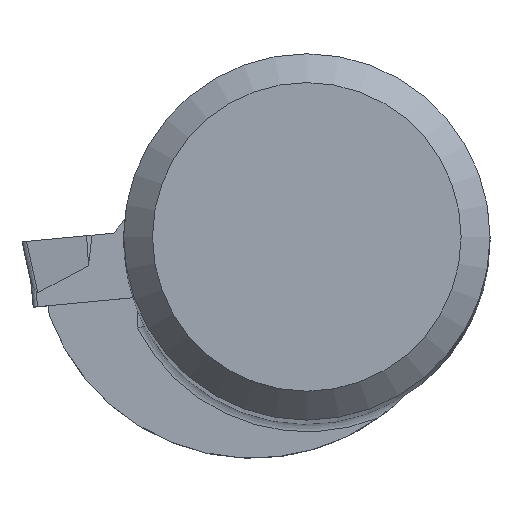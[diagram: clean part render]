
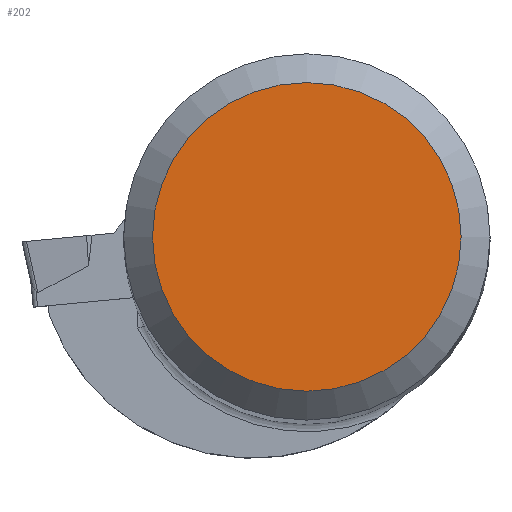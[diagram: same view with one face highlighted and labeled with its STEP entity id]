
A CAD part, top view. The second image highlights one B-rep face of the part: STEP entity #202.
In plain terms, the highlighted planar face has unit normal (0, 0, 1).
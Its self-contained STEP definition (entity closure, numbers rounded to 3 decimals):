
#134=PLANE('',#1997);
#202=ADVANCED_FACE('TB_BL_N10_SU6',(#338),#134,.T.);
#338=FACE_OUTER_BOUND('',#438,.T.);
#438=EDGE_LOOP('',(#1015));
#820=CIRCLE('',#1996,10.7);
#1015=ORIENTED_EDGE('',*,*,#1670,.T.);
#1472=VERTEX_POINT('',#3068);
#1670=EDGE_CURVE('',#1472,#1472,#820,.T.);
#1996=AXIS2_PLACEMENT_3D('',#3067,#2291,#2292);
#1997=AXIS2_PLACEMENT_3D('',#3069,#2293,#2294);
#2291=DIRECTION('',(0.,0.,1.));
#2292=DIRECTION('',(1.,0.,0.));
#2293=DIRECTION('',(0.,0.,1.));
#2294=DIRECTION('',(1.,0.,0.));
#3067=CARTESIAN_POINT('',(0.,0.,0.));
#3068=CARTESIAN_POINT('',(10.7,0.,0.));
#3069=CARTESIAN_POINT('',(0.,0.,0.));
